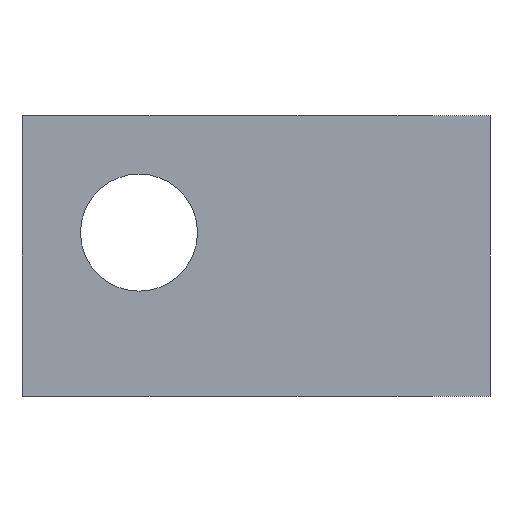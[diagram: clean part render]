
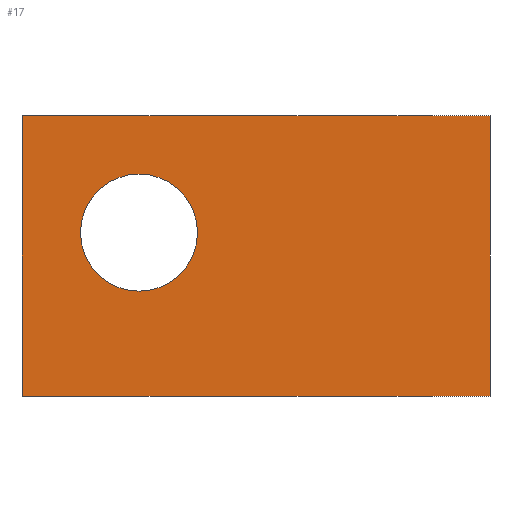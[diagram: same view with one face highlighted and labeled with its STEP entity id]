
A CAD part, front view. The second image highlights one B-rep face of the part: STEP entity #17.
In plain terms, the highlighted planar face has unit normal (0, -1, 0).
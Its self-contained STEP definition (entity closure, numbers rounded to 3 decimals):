
#10 = EDGE_CURVE ( 'NONE', #102, #104, #277, .T. ) ;
#17 = ADVANCED_FACE ( 'NONE', ( #208, #170 ), #163, .F. ) ;
#18 = ORIENTED_EDGE ( 'NONE', *, *, #68, .T. ) ;
#43 = ORIENTED_EDGE ( 'NONE', *, *, #110, .F. ) ;
#50 = EDGE_CURVE ( 'NONE', #81, #80, #179, .T. ) ;
#68 = EDGE_CURVE ( 'NONE', #80, #81, #136, .T. ) ;
#74 = EDGE_CURVE ( 'NONE', #87, #77, #255, .T. ) ;
#77 = VERTEX_POINT ( 'NONE', #262 ) ;
#80 = VERTEX_POINT ( 'NONE', #274 ) ;
#81 = VERTEX_POINT ( 'NONE', #257 ) ;
#87 = VERTEX_POINT ( 'NONE', #273 ) ;
#90 = EDGE_CURVE ( 'NONE', #87, #102, #325, .T. ) ;
#93 = ORIENTED_EDGE ( 'NONE', *, *, #10, .T. ) ;
#102 = VERTEX_POINT ( 'NONE', #297 ) ;
#104 = VERTEX_POINT ( 'NONE', #300 ) ;
#105 = EDGE_LOOP ( 'NONE', ( #93, #43, #111, #116 ) ) ;
#108 = EDGE_LOOP ( 'NONE', ( #109, #18 ) ) ;
#109 = ORIENTED_EDGE ( 'NONE', *, *, #50, .T. ) ;
#110 = EDGE_CURVE ( 'NONE', #77, #104, #292, .T. ) ;
#111 = ORIENTED_EDGE ( 'NONE', *, *, #74, .F. ) ;
#116 = ORIENTED_EDGE ( 'NONE', *, *, #90, .T. ) ;
#131 = DIRECTION ( 'NONE',  ( 0., 0., 1. ) ) ;
#132 = DIRECTION ( 'NONE',  ( 0., 1., 0. ) ) ;
#133 = CARTESIAN_POINT ( 'NONE',  ( 5., 0., 7. ) ) ;
#134 = AXIS2_PLACEMENT_3D ( 'NONE', #133, #132, #131 ) ;
#136 = CIRCLE ( 'NONE', #231, 2.5 ) ;
#147 = DIRECTION ( 'NONE',  ( 1., 0., 0. ) ) ;
#148 = CARTESIAN_POINT ( 'NONE',  ( 0., 0., 0. ) ) ;
#152 = DIRECTION ( 'NONE',  ( 0., 0., 1. ) ) ;
#163 = PLANE ( 'NONE',  #209 ) ;
#169 = DIRECTION ( 'NONE',  ( 0., 1., 0. ) ) ;
#170 = FACE_OUTER_BOUND ( 'NONE', #105, .T. ) ;
#171 = CARTESIAN_POINT ( 'NONE',  ( 0., 0., 12. ) ) ;
#179 = CIRCLE ( 'NONE', #134, 2.5 ) ;
#197 = CARTESIAN_POINT ( 'NONE',  ( 0., 0., 12. ) ) ;
#208 = FACE_BOUND ( 'NONE', #108, .T. ) ;
#209 = AXIS2_PLACEMENT_3D ( 'NONE', #171, #169, #152 ) ;
#210 = VECTOR ( 'NONE', #147, 1000. ) ;
#223 = DIRECTION ( 'NONE',  ( 0., 1., 0. ) ) ;
#231 = AXIS2_PLACEMENT_3D ( 'NONE', #237, #223, #261 ) ;
#237 = CARTESIAN_POINT ( 'NONE',  ( 5., 0., 7. ) ) ;
#251 = DIRECTION ( 'NONE',  ( 1., 0., 0. ) ) ;
#252 = VECTOR ( 'NONE', #251, 1000. ) ;
#253 = CARTESIAN_POINT ( 'NONE',  ( 0., 0., 12. ) ) ;
#255 = LINE ( 'NONE', #253, #252 ) ;
#257 = CARTESIAN_POINT ( 'NONE',  ( 5., 0., 9.5 ) ) ;
#261 = DIRECTION ( 'NONE',  ( 0., 0., 1. ) ) ;
#262 = CARTESIAN_POINT ( 'NONE',  ( 20., 0., 12. ) ) ;
#273 = CARTESIAN_POINT ( 'NONE',  ( 0., 0., 12. ) ) ;
#274 = CARTESIAN_POINT ( 'NONE',  ( 5., 0., 4.5 ) ) ;
#277 = LINE ( 'NONE', #148, #210 ) ;
#284 = DIRECTION ( 'NONE',  ( 0., 0., -1. ) ) ;
#285 = VECTOR ( 'NONE', #284, 1000. ) ;
#291 = CARTESIAN_POINT ( 'NONE',  ( 20., 0., 12. ) ) ;
#292 = LINE ( 'NONE', #291, #285 ) ;
#297 = CARTESIAN_POINT ( 'NONE',  ( 0., 0., 0. ) ) ;
#300 = CARTESIAN_POINT ( 'NONE',  ( 20., 0., 0. ) ) ;
#320 = DIRECTION ( 'NONE',  ( 0., 0., -1. ) ) ;
#324 = VECTOR ( 'NONE', #320, 1000. ) ;
#325 = LINE ( 'NONE', #197, #324 ) ;
